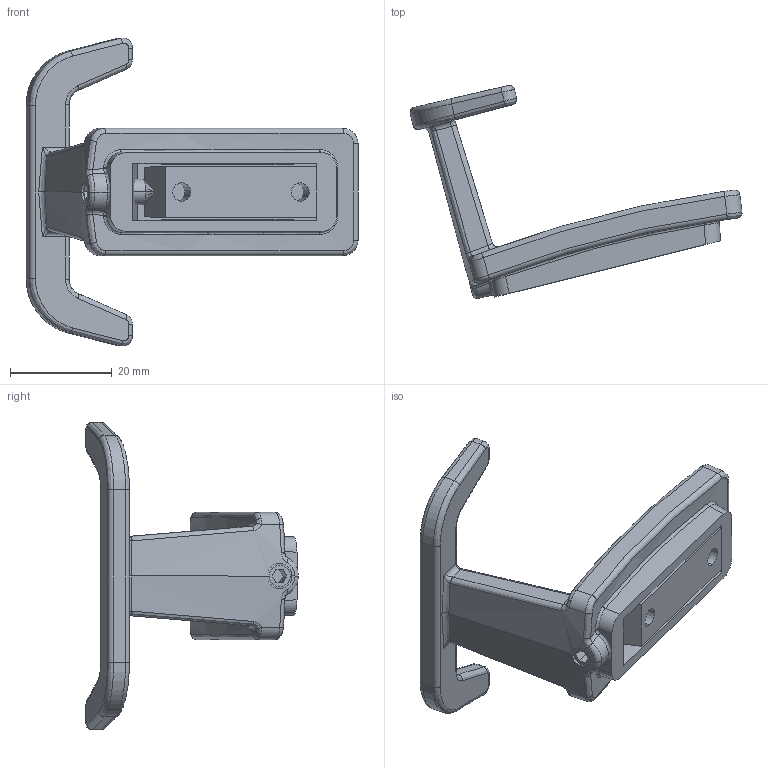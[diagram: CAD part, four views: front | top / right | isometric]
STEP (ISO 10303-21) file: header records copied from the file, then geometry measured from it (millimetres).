
FILE_DESCRIPTION(('Creo Elements/Direct Modeling STEP Export'),'2;1');
FILE_NAME('2655.stp','2024-06-24T 8:47:47',(''),(''),'Creo Elements/Direct Modeling STEP processor for AP214 (Solid Model)','Creo Elements/Direct Modeling 20.0 12-Nov-2016 (C) Parametric Technology GmbH','');
FILE_SCHEMA(('AUTOMOTIVE_DESIGN { 1 0 10303 214 1 1 1 1 }'));
Length unit declared in the file: millimetre
Products named in the file (5): ZN-12183; D914M5X14S1; Montageteil; ZN-12073; ZN-12181
Assembly tree (4 placements, depth 3):
  ZN-12181
    ZN-12073
      Montageteil
    D914M5X14S1
    ZN-12183
Bounding box: 65.22 x 41.83 x 60.49 mm (x, y, z)
Volume: 13838.1 mm3; surface area: 9210.2 mm2
Topology: 3 solids, 3 shells, 605 faces, 1675 edges, 1085 vertices
Faces by surface type: plane 459, bspline 82, cylinder 46, cone 14, extrusion 2, torus 2
Entity records: 32870 total; most frequent: CARTESIAN_POINT 17587, ORIENTED_EDGE 3342, DIRECTION 3189, EDGE_CURVE 1671, AXIS2_PLACEMENT_3D 1277, VERTEX_POINT 1085, ELLIPSE 676, VECTOR 635
